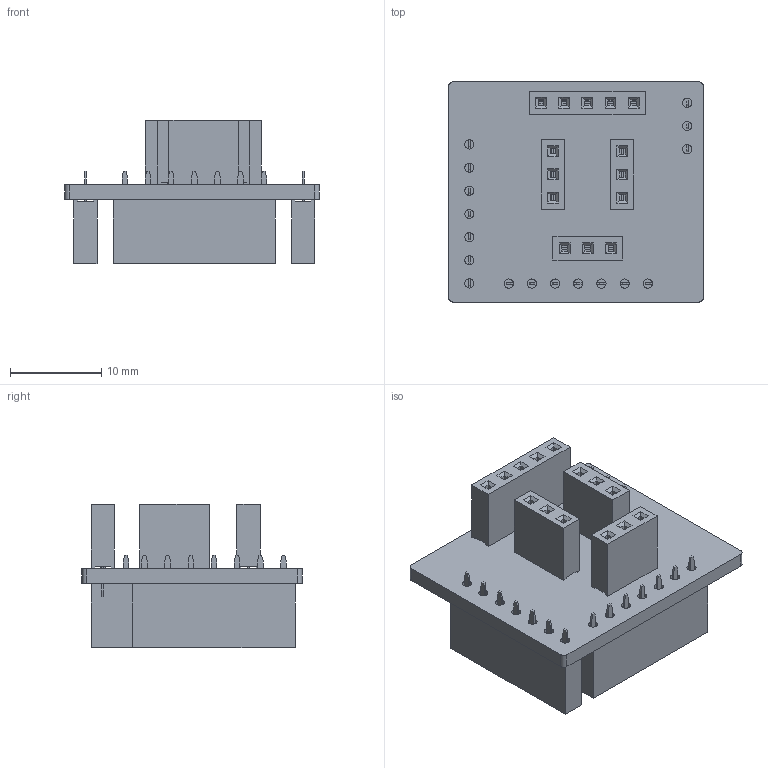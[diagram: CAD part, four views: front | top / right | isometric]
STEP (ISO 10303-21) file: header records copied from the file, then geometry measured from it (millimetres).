
FILE_DESCRIPTION(('KiCad electronic assembly'),'2;1');
FILE_NAME('WLED_All-in-one_ESP32_Addon_Microphone.step', '2022-06-07T08:44:31',('Pcbnew'),('Kicad'), 'Open CASCADE STEP processor 7.6','KiCad to STEP converter','Unknown' );
FILE_SCHEMA(('AUTOMOTIVE_DESIGN { 1 0 10303 214 1 1 1 1 }'));
Length unit declared in the file: millimetre
Products named in the file (8): WLED_All-in-one_ESP32_Addon_Microphone 1; PinSocket_1x03_P2.54mm_Vertical; SOLID; PinSocket_1x05_P2.54mm_Vertical; PinSocket_1x07_P2.54mm_Vertical; WLED_All-in-one_ESP32_Addon_Microphone PCB
Assembly tree (11 placements, depth 3):
  WLED_All-in-one_ESP32_Addon_Microphone 1
    PinSocket_1x03_P2.54mm_Vertical  x4
      SOLID
    PinSocket_1x05_P2.54mm_Vertical
      SOLID
    PinSocket_1x07_P2.54mm_Vertical  x2
      SOLID
    WLED_All-in-one_ESP32_Addon_Microphone PCB
Bounding box: 27.94 x 24.13 x 15.7 mm (x, y, z)
Volume: 2356 mm3; surface area: 4037.3 mm2
Topology: 8 solids, 8 shells, 1072 faces, 2765 edges, 1802 vertices
Faces by surface type: bspline 1031, cylinder 35, plane 6
Full cylindrical faces by diameter (mm): 1 x31
Entity records: 34019 total; most frequent: CARTESIAN_POINT 10922, B_SPLINE_CURVE_WITH_KNOTS 3816, ORIENTED_EDGE 2778, PCURVE 2778, DEFINITIONAL_REPRESENTATION 2778, EDGE_CURVE 1389, SURFACE_CURVE 1358, VERTEX_POINT 906
